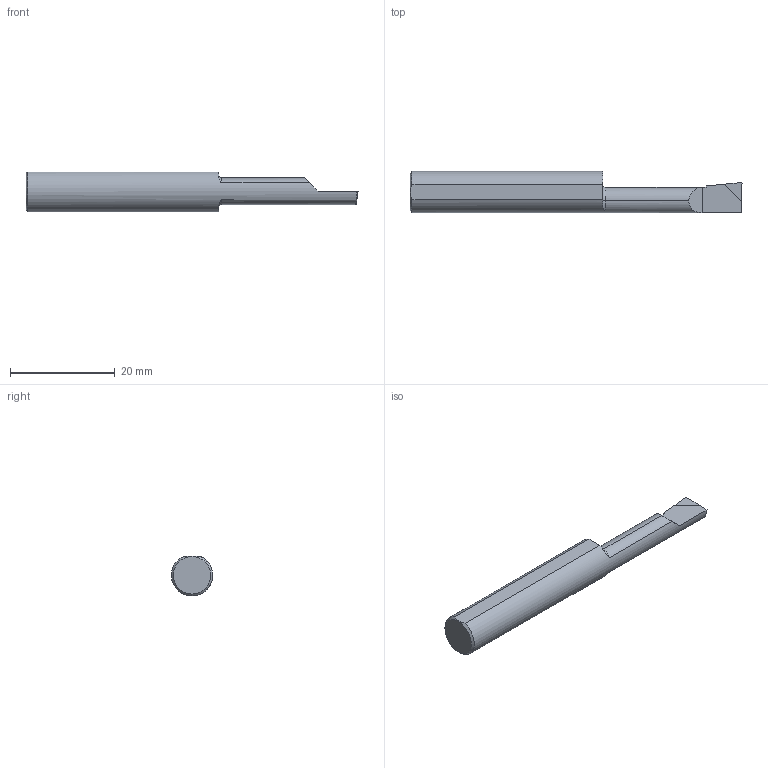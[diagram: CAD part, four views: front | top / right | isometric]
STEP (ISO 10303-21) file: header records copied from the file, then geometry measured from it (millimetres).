
FILE_DESCRIPTION (( 'STEP AP203' ), '1' );
FILE_NAME ('226373-CBN-B2301000.STEP', '2024-04-29T21:23:15', ( '' ), ( '' ), 'SwSTEP 2.0', 'SolidWorks 2022', '' );
FILE_SCHEMA (( 'CONFIG_CONTROL_DESIGN' ));
Length unit declared in the file: millimetre
Products named in the file (3): CBN-B230_B2301000; 226373-CBN-B2301000; CBN-B230-INSERT_B230 INSERT
Assembly tree (2 placements, depth 2):
  226373-CBN-B2301000
    CBN-B230_B2301000
    CBN-B230-INSERT_B230 INSERT
Bounding box: 63.51 x 7.93 x 7.65 mm (x, y, z)
Volume: 2242.5 mm3; surface area: 1418.6 mm2
Topology: 2 solids, 2 shells, 30 faces, 75 edges, 49 vertices
Faces by surface type: plane 20, cylinder 5, torus 3, cone 2
Entity records: 1224 total; most frequent: CARTESIAN_POINT 223, ORIENTED_EDGE 150, DIRECTION 149, EDGE_CURVE 75, AXIS2_PLACEMENT_3D 53, VERTEX_POINT 49, LINE 43, VECTOR 43
